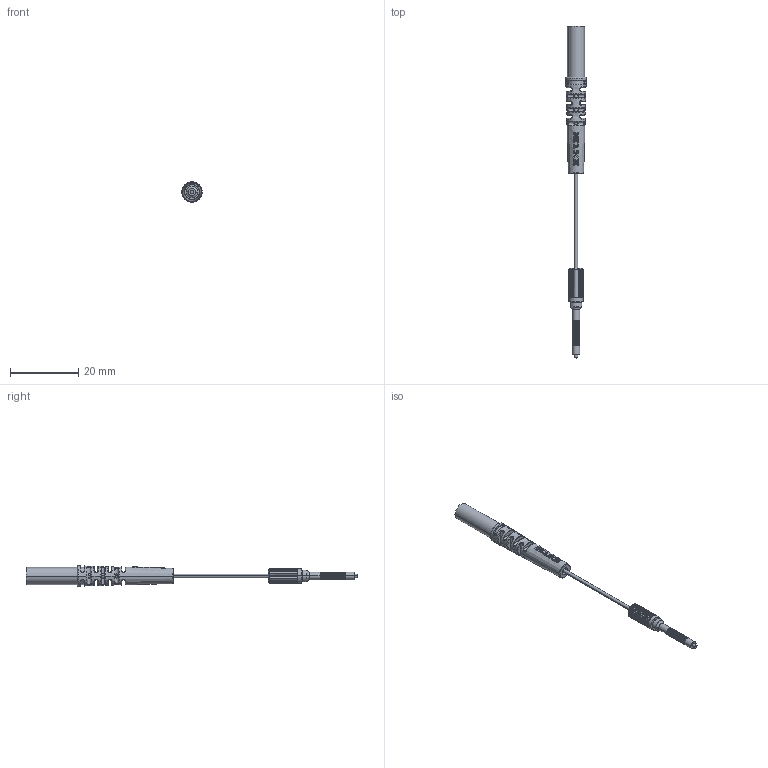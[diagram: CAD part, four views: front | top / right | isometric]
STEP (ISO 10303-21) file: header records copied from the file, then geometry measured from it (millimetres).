
FILE_DESCRIPTION((''),'2;1');
FILE_NAME('PTS5Y10Q_ASM','2020-06-08T17:21:13',('Administrator'),(''),'CREO PARAMETRIC BY PTC INC, 2018400','CREO PARAMETRIC BY PTC INC, 2018400','');
FILE_SCHEMA(('AUTOMOTIVE_DESIGN { 1 0 10303 214 1 1 1 1 }'));
Length unit declared in the file: millimetre
Products named in the file (6): 5MM-17_; 10XIAN_; JW22_10__; PTM6__; 6MM_10DAN__ASM; PTS5Y10Q_ASM
Assembly tree (5 placements, depth 3):
  PTS5Y10Q_ASM
    5MM-17_
    6MM_10DAN__ASM
      10XIAN_
      JW22_10__
      PTM6__
Bounding box: 5.99 x 97 x 5.99 mm (x, y, z)
Volume: 771.5 mm3; surface area: 1933.3 mm2
Topology: 4 solids, 4 shells, 562 faces, 1378 edges, 834 vertices
Faces by surface type: cylinder 210, plane 138, torus 108, extrusion 48, bspline 42, cone 16
Entity records: 23516 total; most frequent: CARTESIAN_POINT 8653, DIRECTION 2851, ORIENTED_EDGE 2756, EDGE_CURVE 1378, AXIS2_PLACEMENT_3D 1268, VERTEX_POINT 834, CIRCLE 782, EDGE_LOOP 606
